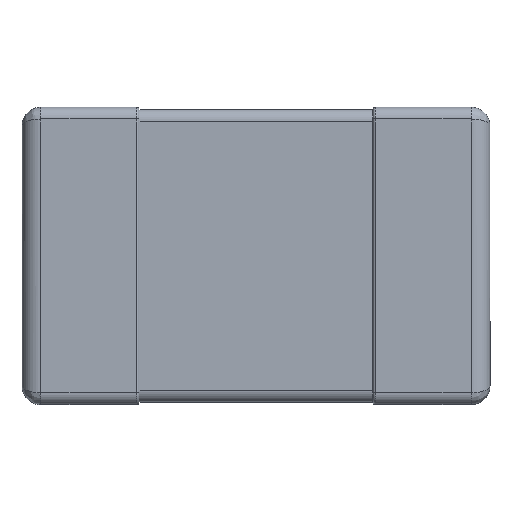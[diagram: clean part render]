
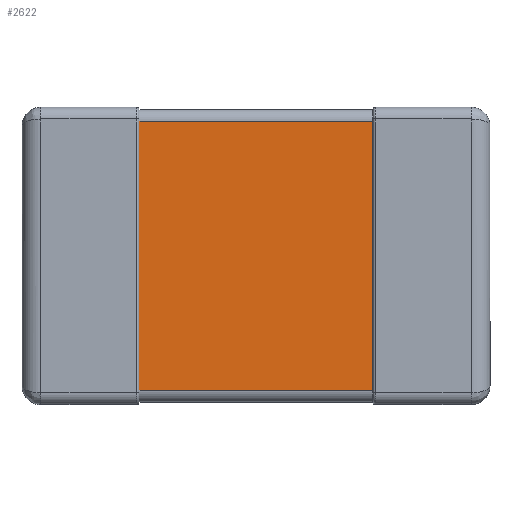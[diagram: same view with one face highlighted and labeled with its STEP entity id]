
A CAD part, top view. The second image highlights one B-rep face of the part: STEP entity #2622.
In plain terms, the highlighted planar face has unit normal (0, 0, 1).
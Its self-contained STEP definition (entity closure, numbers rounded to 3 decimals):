
#54 = EDGE_CURVE ( 'NONE', #1997, #2327, #1032, .T. ) ;
#153 = LINE ( 'NONE', #176, #257 ) ;
#176 = CARTESIAN_POINT ( 'NONE',  ( 0.5, -0.625, 0.56 ) ) ;
#188 = AXIS2_PLACEMENT_3D ( 'NONE', #1564, #360, #1197 ) ;
#257 = VECTOR ( 'NONE', #1993, 1000. ) ;
#360 = DIRECTION ( 'NONE',  ( 0., 0., 1. ) ) ;
#384 = EDGE_CURVE ( 'NONE', #2217, #2323, #1079, .T. ) ;
#398 = CARTESIAN_POINT ( 'NONE',  ( -0.5, 0.575, 0.56 ) ) ;
#784 = FACE_OUTER_BOUND ( 'NONE', #1985, .T. ) ;
#885 = ORIENTED_EDGE ( 'NONE', *, *, #1023, .T. ) ;
#972 = PLANE ( 'NONE',  #188 ) ;
#1023 = EDGE_CURVE ( 'NONE', #2327, #2217, #153, .T. ) ;
#1032 = LINE ( 'NONE', #2672, #1645 ) ;
#1079 = LINE ( 'NONE', #2349, #2178 ) ;
#1197 = DIRECTION ( 'NONE',  ( 1., 0., 0. ) ) ;
#1251 = CARTESIAN_POINT ( 'NONE',  ( 0.5, -0.575, 0.56 ) ) ;
#1255 = DIRECTION ( 'NONE',  ( 1., 0., 0. ) ) ;
#1359 = VECTOR ( 'NONE', #2072, 1000. ) ;
#1360 = EDGE_CURVE ( 'NONE', #2323, #1997, #1888, .T. ) ;
#1448 = CARTESIAN_POINT ( 'NONE',  ( -0.5, -0.625, 0.56 ) ) ;
#1564 = CARTESIAN_POINT ( 'NONE',  ( 0., 0., 0.56 ) ) ;
#1645 = VECTOR ( 'NONE', #1255, 1000. ) ;
#1660 = ORIENTED_EDGE ( 'NONE', *, *, #1360, .T. ) ;
#1720 = ORIENTED_EDGE ( 'NONE', *, *, #384, .T. ) ;
#1888 = LINE ( 'NONE', #1448, #1359 ) ;
#1979 = CARTESIAN_POINT ( 'NONE',  ( -0.5, -0.575, 0.56 ) ) ;
#1985 = EDGE_LOOP ( 'NONE', ( #1660, #2246, #885, #1720 ) ) ;
#1993 = DIRECTION ( 'NONE',  ( 0., 1., 0. ) ) ;
#1997 = VERTEX_POINT ( 'NONE', #1979 ) ;
#2072 = DIRECTION ( 'NONE',  ( 0., -1., 0. ) ) ;
#2178 = VECTOR ( 'NONE', #2555, 1000. ) ;
#2217 = VERTEX_POINT ( 'NONE', #2625 ) ;
#2246 = ORIENTED_EDGE ( 'NONE', *, *, #54, .T. ) ;
#2323 = VERTEX_POINT ( 'NONE', #398 ) ;
#2327 = VERTEX_POINT ( 'NONE', #1251 ) ;
#2349 = CARTESIAN_POINT ( 'NONE',  ( 0., 0.575, 0.56 ) ) ;
#2555 = DIRECTION ( 'NONE',  ( -1., 0., 0. ) ) ;
#2622 = ADVANCED_FACE ( 'NONE', ( #784 ), #972, .T. ) ;
#2625 = CARTESIAN_POINT ( 'NONE',  ( 0.5, 0.575, 0.56 ) ) ;
#2672 = CARTESIAN_POINT ( 'NONE',  ( 0., -0.575, 0.56 ) ) ;
